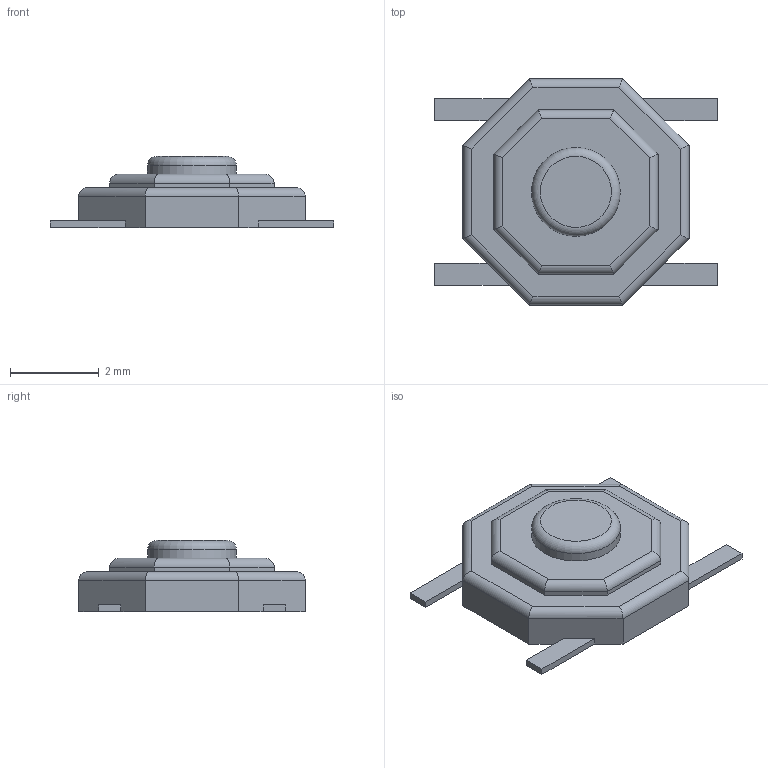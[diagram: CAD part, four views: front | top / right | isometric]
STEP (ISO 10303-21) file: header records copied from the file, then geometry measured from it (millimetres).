
FILE_DESCRIPTION(('FreeCAD Model'),'2;1');
FILE_NAME('TS-1187A-B-A-B.step','2020-02-14T08:48:18',('Author'),(''), 'Open CASCADE STEP processor 7.3','FreeCAD','Unknown');
FILE_SCHEMA(('AUTOMOTIVE_DESIGN { 1 0 10303 214 1 1 1 1 }'));
Length unit declared in the file: millimetre
Products named in the file (1): Fusion
Bounding box: 6.38 x 5.1 x 1.6 mm (x, y, z)
Volume: 24.3 mm3; surface area: 68.7 mm2
Topology: 1 solids, 1 shells, 62 faces, 149 edges, 91 vertices
Faces by surface type: plane 44, cylinder 17, torus 1
Full cylindrical faces by diameter (mm): 2 x1
Entity records: 4304 total; most frequent: CARTESIAN_POINT 883, DIRECTION 535, LINE 367, VECTOR 367, ORIENTED_EDGE 298, PCURVE 298, DEFINITIONAL_REPRESENTATION 298, EDGE_CURVE 149
